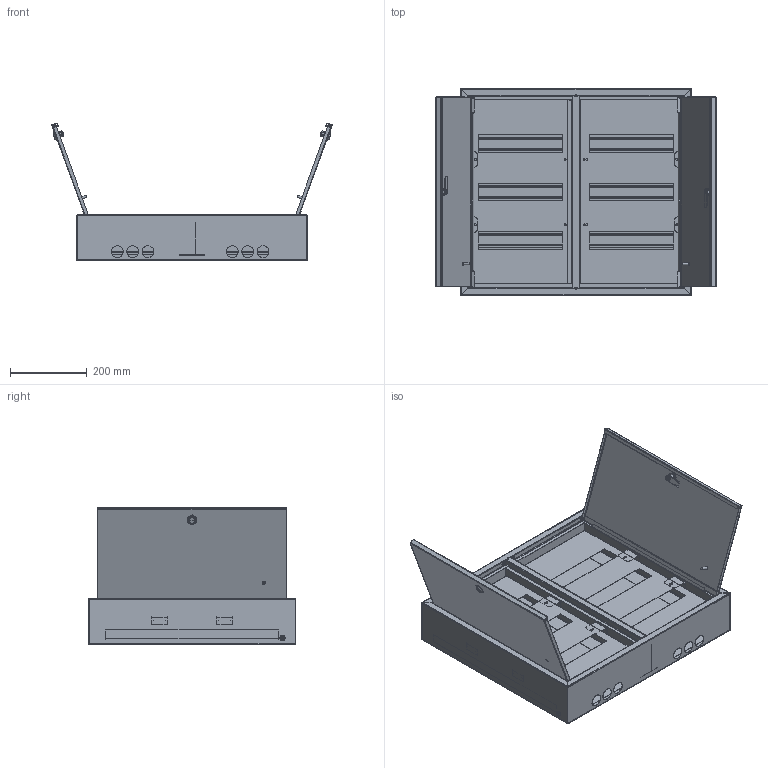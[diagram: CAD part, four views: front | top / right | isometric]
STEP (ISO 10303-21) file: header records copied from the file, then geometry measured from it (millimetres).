
FILE_DESCRIPTION (( 'STEP AP203' ), '1' );
FILE_NAME ('MKM14-N-72-31-Z TITAN 3 Êîðïóñ ìåòàëëè÷åñêèé ÙÐí-72 (540õ600õ120) IP31 IEK.STEP', '2023-12-19T08:02:19', ( '' ), ( '' ), 'SwSTEP 2.0', 'SolidWorks 2022', '' );
FILE_SCHEMA (( 'CONFIG_CONTROL_DESIGN' ));
Length unit declared in the file: millimetre
Products named in the file (26): Шпилька для конденсаторной сварки_М6х20; 705.025 Втулка; КИВА 050.04.00СБ_ЩРн-72; КИВА 012.02.01_Дверь_012.02.01-02.2; IEK 702.002_-03; КИВА 012.02.00_Дверь в сборе_012.02.00-02.2; MKM14-N-72-31-Z TITAN 3 Корпус металлический ЩРн-72 (540х600х120) IP31 IEK; КИВА 050.05.00СБ_ЩРн-72; IEK 702.001_702.001-03; КИВА 012.01.03; КИВА 012.00.01_ЩРн-36,72; 705.026 Ось; Замок 19-16-40; КИВА 050.01.04_КИВА 050.01.04-02; Гайка фланцевая DIN 6923_М6; IEK 701.002_00; КИВА 050.05.01_ЩРн-72; КИВА 050.04.01_ЩРн-72; КИВА 050.01.00СБ_ЩРн-72; IEK 701.002_-02; Винт резьбовыдавливающий М4x8_-00; IEK 701.004_-01; КИВА 012.06.00СБ; КИВА 012.02.01_Дверь_012.02.01-02.3; КИВА 050.01.01_ЩРн-72; КИВА 012.02.00_Дверь в сборе_012.02.00-02.3
Assembly tree (58 placements, depth 4):
  MKM14-N-72-31-Z TITAN 3 Корпус металлический ЩРн-72 (540х600х120) IP31 IEK
    КИВА 050.01.00СБ_ЩРн-72
      КИВА 050.04.00СБ_ЩРн-72
        КИВА 050.04.01_ЩРн-72
        КИВА 050.01.04_КИВА 050.01.04-02
        IEK 701.002_-02  x2
      КИВА 050.05.00СБ_ЩРн-72
        КИВА 050.05.01_ЩРн-72
        КИВА 050.01.04_КИВА 050.01.04-02
        IEK 701.002_-02  x2
      КИВА 050.01.01_ЩРн-72
      КИВА 012.06.00СБ
        КИВА 012.01.03
        IEK 701.002_-02  x2
        IEK 701.002_00  x2
        IEK 701.004_-01
      Гайка фланцевая DIN 6923_М6
    КИВА 012.02.00_Дверь в сборе_012.02.00-02.3
      КИВА 012.02.01_Дверь_012.02.01-02.3
      Шпилька для конденсаторной сварки_М6х20
      Замок 19-16-40
    КИВА 012.02.00_Дверь в сборе_012.02.00-02.2
      КИВА 012.02.01_Дверь_012.02.01-02.2
      Шпилька для конденсаторной сварки_М6х20
      Замок 19-16-40
    IEK 702.001_702.001-03  x6
    IEK 702.002_-03  x2
    705.025 Втулка  x2
    705.026 Ось  x2
    Винт резьбовыдавливающий М4x8_-00  x16
    КИВА 012.00.01_ЩРн-36,72  x2
Bounding box: 730.94 x 540 x 359.46 mm (x, y, z)
Volume: 1443689.3 mm3; surface area: 3032660.6 mm2
Topology: 54 solids, 56 shells, 1683 faces, 4087 edges, 2580 vertices
Faces by surface type: plane 1050, cylinder 490, bspline 66, torus 32, cone 27, sphere 18
Full cylindrical faces by diameter (mm): 0.1 x12, 1 x2, 2.9 x2, 3 x7, 3.4 x21, 3.9 x4, 4 x19, 4.2 x20, 5.5 x16, 6 x2, 6.2 x4, 6.9 x2, 7 x8, 7.5 x2, 8 x2, 10 x18, 11 x2, 14.2 x1, 14.6 x2, 23 x2, 31 x6
Entity records: 26864 total; most frequent: CARTESIAN_POINT 6148, DIRECTION 3470, ORIENTED_EDGE 3348, EDGE_CURVE 1674, AXIS2_PLACEMENT_3D 1182, VECTOR 1106, LINE 1106, VERTEX_POINT 1062
